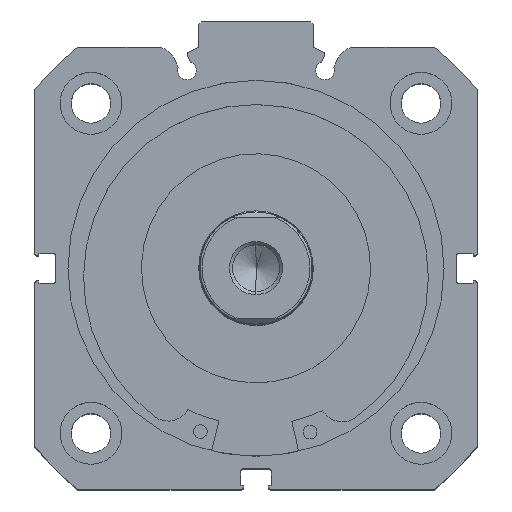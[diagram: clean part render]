
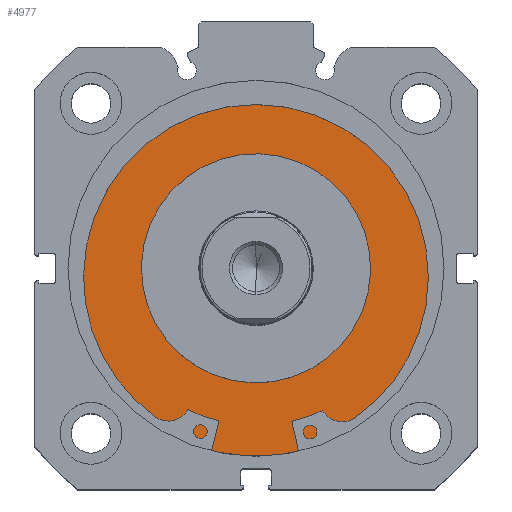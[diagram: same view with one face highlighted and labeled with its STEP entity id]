
A CAD part, top view. The second image highlights one B-rep face of the part: STEP entity #4977.
In plain terms, the highlighted face is planar.
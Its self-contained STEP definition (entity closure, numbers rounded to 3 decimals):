
#177 = CARTESIAN_POINT ( 'NONE',  ( 4., 0., -41. ) ) ;
#184 = CARTESIAN_POINT ( 'NONE',  ( 4., 0., 41. ) ) ;
#327 = AXIS2_PLACEMENT_3D ( 'NONE', #7114, #7123, #7124 ) ;
#427 = CARTESIAN_POINT ( 'NONE',  ( 4., 0., -25. ) ) ;
#450 = CARTESIAN_POINT ( 'NONE',  ( 4., 0., 25. ) ) ;
#712 = VERTEX_POINT ( 'NONE', #450 ) ;
#729 = VERTEX_POINT ( 'NONE', #427 ) ;
#934 = VERTEX_POINT ( 'NONE', #184 ) ;
#940 = VERTEX_POINT ( 'NONE', #177 ) ;
#1557 = EDGE_CURVE ( 'NONE', #934, #940, #5518, .T. ) ;
#1561 = EDGE_CURVE ( 'NONE', #712, #729, #5523, .T. ) ;
#1569 = EDGE_CURVE ( 'NONE', #729, #712, #5533, .T. ) ;
#1572 = EDGE_CURVE ( 'NONE', #940, #934, #5537, .T. ) ;
#1854 = AXIS2_PLACEMENT_3D ( 'NONE', #6243, #6244, #6245 ) ;
#1860 = AXIS2_PLACEMENT_3D ( 'NONE', #6250, #6252, #6253 ) ;
#1864 = AXIS2_PLACEMENT_3D ( 'NONE', #6265, #6274, #6275 ) ;
#1866 = AXIS2_PLACEMENT_3D ( 'NONE', #6273, #6282, #6283 ) ;
#4654 = ORIENTED_EDGE ( 'NONE', *, *, #1572, .T. ) ;
#4657 = ORIENTED_EDGE ( 'NONE', *, *, #1569, .F. ) ;
#4667 = ORIENTED_EDGE ( 'NONE', *, *, #1557, .T. ) ;
#4680 = ORIENTED_EDGE ( 'NONE', *, *, #1561, .F. ) ;
#4864 = EDGE_LOOP ( 'NONE', ( #4667, #4654 ) ) ;
#4865 = EDGE_LOOP ( 'NONE', ( #4680, #4657 ) ) ;
#4977 = ADVANCED_FACE ( 'NONE', ( #6007, #5998 ), #7122, .F. ) ;
#5518 = CIRCLE ( 'NONE', #1854, 41. ) ;
#5523 = CIRCLE ( 'NONE', #1860, 25. ) ;
#5533 = CIRCLE ( 'NONE', #1864, 25. ) ;
#5537 = CIRCLE ( 'NONE', #1866, 41. ) ;
#5998 = FACE_OUTER_BOUND ( 'NONE', #4864, .T. ) ;
#6007 = FACE_BOUND ( 'NONE', #4865, .T. ) ;
#6243 = CARTESIAN_POINT ( 'NONE',  ( 4., 0., 0. ) ) ;
#6244 = DIRECTION ( 'NONE',  ( -1., 0., 0. ) ) ;
#6245 = DIRECTION ( 'NONE',  ( 0., 0., 1. ) ) ;
#6250 = CARTESIAN_POINT ( 'NONE',  ( 4., 0., 0. ) ) ;
#6252 = DIRECTION ( 'NONE',  ( -1., 0., 0. ) ) ;
#6253 = DIRECTION ( 'NONE',  ( 0., 0., 1. ) ) ;
#6265 = CARTESIAN_POINT ( 'NONE',  ( 4., 0., 0. ) ) ;
#6273 = CARTESIAN_POINT ( 'NONE',  ( 4., 0., 0. ) ) ;
#6274 = DIRECTION ( 'NONE',  ( -1., 0., 0. ) ) ;
#6275 = DIRECTION ( 'NONE',  ( 0., 0., 1. ) ) ;
#6282 = DIRECTION ( 'NONE',  ( -1., 0., 0. ) ) ;
#6283 = DIRECTION ( 'NONE',  ( 0., 0., 1. ) ) ;
#7114 = CARTESIAN_POINT ( 'NONE',  ( 4., 41., 0. ) ) ;
#7122 = PLANE ( 'NONE',  #327 ) ;
#7123 = DIRECTION ( 'NONE',  ( 1., 0., 0. ) ) ;
#7124 = DIRECTION ( 'NONE',  ( 0., 0., -1. ) ) ;
